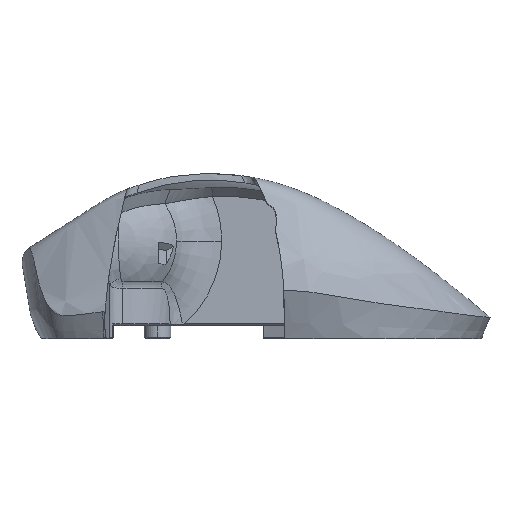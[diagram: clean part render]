
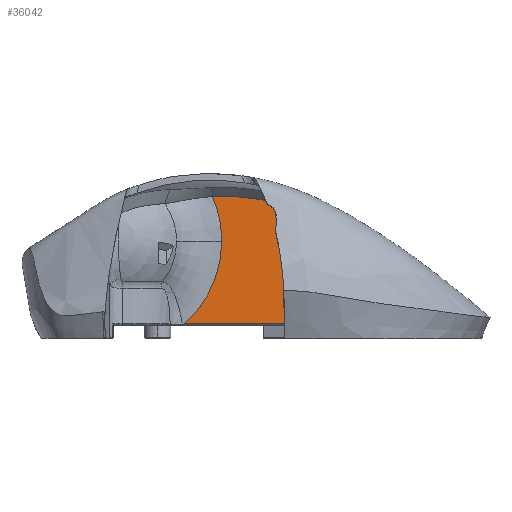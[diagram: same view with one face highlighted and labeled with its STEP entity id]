
A CAD part, left-side view. The second image highlights one B-rep face of the part: STEP entity #36042.
In plain terms, the highlighted planar face has unit normal (-1, 0, 0).
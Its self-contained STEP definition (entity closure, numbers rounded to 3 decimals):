
#96 = LINE ( 'NONE', #65262, #21574 ) ;
#447 = DIRECTION ( 'NONE',  ( 0., 0., -1. ) ) ;
#1425 = B_SPLINE_CURVE_WITH_KNOTS ( 'NONE', 3,
 ( #9088, #13387, #30816, #62848, #57522, #62501, #30118, #52190, #14786, #14091, #68893, #30471, #51838, #8381, #25125, #46822, #3036, #9439, #52887, #3734, #8034, #40798, #2682, #25827, #35114, #25476, #47178, #20115, #67840, #41848, #46477, #63549, #14440, #47528, #57171, #56820, #24772 ),
 .UNSPECIFIED., .F., .F.,
 ( 4, 1, 1, 1, 2, 2, 1, 1, 2, 2, 1, 1, 1, 2, 2, 1, 1, 2, 2, 1, 2, 2, 2, 4 ),
 ( 0., 0.062, 0.094, 0.109, 0.117, 0.125, 0.187, 0.219, 0.234, 0.25, 0.375, 0.437, 0.469, 0.484, 0.5, 0.562, 0.594, 0.609, 0.625, 0.687, 0.719, 0.75, 0.875, 1. ),
 .UNSPECIFIED. ) ;
#2372 = AXIS2_PLACEMENT_3D ( 'NONE', #30896, #70010, #4159 ) ;
#2682 = CARTESIAN_POINT ( 'NONE',  ( -28.65, 3.663, 66.598 ) ) ;
#2839 = EDGE_LOOP ( 'NONE', ( #63716, #36247, #48487, #38109, #26214 ) ) ;
#2983 = EDGE_CURVE ( 'NONE', #57421, #12417, #70364, .T. ) ;
#3036 = CARTESIAN_POINT ( 'NONE',  ( -28.65, 0.933, 66.259 ) ) ;
#3734 = CARTESIAN_POINT ( 'NONE',  ( -28.65, 2.302, 66.44 ) ) ;
#4159 = DIRECTION ( 'NONE',  ( 0., -1., 0. ) ) ;
#7551 = AXIS2_PLACEMENT_3D ( 'NONE', #26763, #47433, #63454 ) ;
#8034 = CARTESIAN_POINT ( 'NONE',  ( -28.65, 2.418, 66.454 ) ) ;
#8381 = CARTESIAN_POINT ( 'NONE',  ( -28.65, -2.993, 65.57 ) ) ;
#9088 = CARTESIAN_POINT ( 'NONE',  ( -28.65, -8.217, 64.258 ) ) ;
#9439 = CARTESIAN_POINT ( 'NONE',  ( -28.65, 1.73, 66.368 ) ) ;
#9505 = EDGE_CURVE ( 'NONE', #24507, #23869, #96, .T. ) ;
#10078 = CARTESIAN_POINT ( 'NONE',  ( -28.65, -8.217, 28.594 ) ) ;
#10896 = CARTESIAN_POINT ( 'NONE',  ( -28.65, -8.217, 64.258 ) ) ;
#12417 = VERTEX_POINT ( 'NONE', #42344 ) ;
#13387 = CARTESIAN_POINT ( 'NONE',  ( -28.65, -7.783, 64.388 ) ) ;
#14091 = CARTESIAN_POINT ( 'NONE',  ( -28.65, -4.451, 65.254 ) ) ;
#14335 = DIRECTION ( 'NONE',  ( 1., 0., 0. ) ) ;
#14440 = CARTESIAN_POINT ( 'NONE',  ( -28.65, 8.924, 66.945 ) ) ;
#14786 = CARTESIAN_POINT ( 'NONE',  ( -28.65, -5.117, 65.096 ) ) ;
#17494 = EDGE_CURVE ( 'NONE', #12417, #37414, #21672, .T. ) ;
#20115 = CARTESIAN_POINT ( 'NONE',  ( -28.65, 5.73, 66.781 ) ) ;
#21574 = VECTOR ( 'NONE', #447, 1000. ) ;
#21672 = CIRCLE ( 'NONE', #2372, 33.075 ) ;
#23869 = VERTEX_POINT ( 'NONE', #42350 ) ;
#24507 = VERTEX_POINT ( 'NONE', #10896 ) ;
#24772 = CARTESIAN_POINT ( 'NONE',  ( -28.65, 13.531, 66.898 ) ) ;
#25125 = CARTESIAN_POINT ( 'NONE',  ( -28.65, -1.994, 65.774 ) ) ;
#25476 = CARTESIAN_POINT ( 'NONE',  ( -28.65, 5.035, 66.724 ) ) ;
#25827 = CARTESIAN_POINT ( 'NONE',  ( -28.65, 4.462, 66.674 ) ) ;
#25940 = CARTESIAN_POINT ( 'NONE',  ( -28.65, 13.531, 66.898 ) ) ;
#26214 = ORIENTED_EDGE ( 'NONE', *, *, #46084, .T. ) ;
#26763 = CARTESIAN_POINT ( 'NONE',  ( -28.65, -8.217, 74.638 ) ) ;
#28231 = EDGE_CURVE ( 'NONE', #37414, #23869, #31814, .T. ) ;
#30118 = CARTESIAN_POINT ( 'NONE',  ( -28.65, -5.672, 64.957 ) ) ;
#30471 = CARTESIAN_POINT ( 'NONE',  ( -28.65, -3.331, 65.499 ) ) ;
#30816 = CARTESIAN_POINT ( 'NONE',  ( -28.65, -7.125, 64.576 ) ) ;
#30896 = CARTESIAN_POINT ( 'NONE',  ( -28.65, 43.753, 53.461 ) ) ;
#31408 = DIRECTION ( 'NONE',  ( 0., -1., 0. ) ) ;
#31728 = AXIS2_PLACEMENT_3D ( 'NONE', #47420, #14335, #31408 ) ;
#31814 = LINE ( 'NONE', #10078, #67742 ) ;
#35114 = CARTESIAN_POINT ( 'NONE',  ( -28.65, 4.806, 66.704 ) ) ;
#36042 = ADVANCED_FACE ( 'NONE', ( #64151 ), #37797, .T. ) ;
#36247 = ORIENTED_EDGE ( 'NONE', *, *, #17494, .T. ) ;
#37414 = VERTEX_POINT ( 'NONE', #69063 ) ;
#37797 = PLANE ( 'NONE',  #7551 ) ;
#38109 = ORIENTED_EDGE ( 'NONE', *, *, #9505, .F. ) ;
#40798 = CARTESIAN_POINT ( 'NONE',  ( -28.65, 2.983, 66.522 ) ) ;
#41848 = CARTESIAN_POINT ( 'NONE',  ( -28.65, 7.108, 66.868 ) ) ;
#42344 = CARTESIAN_POINT ( 'NONE',  ( -28.65, 10.678, 53.461 ) ) ;
#42350 = CARTESIAN_POINT ( 'NONE',  ( -28.65, -8.217, 28.594 ) ) ;
#46084 = EDGE_CURVE ( 'NONE', #24507, #57421, #1425, .T. ) ;
#46477 = CARTESIAN_POINT ( 'NONE',  ( -28.65, 7.563, 66.891 ) ) ;
#46822 = CARTESIAN_POINT ( 'NONE',  ( -28.65, -0.652, 66.02 ) ) ;
#47178 = CARTESIAN_POINT ( 'NONE',  ( -28.65, 5.148, 66.734 ) ) ;
#47420 = CARTESIAN_POINT ( 'NONE',  ( -28.65, 43.753, 53.461 ) ) ;
#47433 = DIRECTION ( 'NONE',  ( -1., 0., 0. ) ) ;
#47528 = CARTESIAN_POINT ( 'NONE',  ( -28.65, 9.842, 66.962 ) ) ;
#48487 = ORIENTED_EDGE ( 'NONE', *, *, #28231, .T. ) ;
#51838 = CARTESIAN_POINT ( 'NONE',  ( -28.65, -3.107, 65.546 ) ) ;
#52190 = CARTESIAN_POINT ( 'NONE',  ( -28.65, -5.615, 64.972 ) ) ;
#52887 = CARTESIAN_POINT ( 'NONE',  ( -28.65, 2.073, 66.412 ) ) ;
#56820 = CARTESIAN_POINT ( 'NONE',  ( -28.65, 12.623, 66.939 ) ) ;
#57171 = CARTESIAN_POINT ( 'NONE',  ( -28.65, 11.704, 66.96 ) ) ;
#57200 = DIRECTION ( 'NONE',  ( 0., -1., 0. ) ) ;
#57421 = VERTEX_POINT ( 'NONE', #25940 ) ;
#57522 = CARTESIAN_POINT ( 'NONE',  ( -28.65, -5.954, 64.886 ) ) ;
#62501 = CARTESIAN_POINT ( 'NONE',  ( -28.65, -5.785, 64.929 ) ) ;
#62848 = CARTESIAN_POINT ( 'NONE',  ( -28.65, -6.346, 64.784 ) ) ;
#63454 = DIRECTION ( 'NONE',  ( 0., -1., 0. ) ) ;
#63549 = CARTESIAN_POINT ( 'NONE',  ( -28.65, 7.788, 66.901 ) ) ;
#63716 = ORIENTED_EDGE ( 'NONE', *, *, #2983, .T. ) ;
#64151 = FACE_OUTER_BOUND ( 'NONE', #2839, .T. ) ;
#65262 = CARTESIAN_POINT ( 'NONE',  ( -28.65, -8.217, 74.638 ) ) ;
#67742 = VECTOR ( 'NONE', #57200, 1000. ) ;
#67840 = CARTESIAN_POINT ( 'NONE',  ( -28.65, 6.423, 66.83 ) ) ;
#68893 = CARTESIAN_POINT ( 'NONE',  ( -28.65, -3.668, 65.427 ) ) ;
#69063 = CARTESIAN_POINT ( 'NONE',  ( -28.65, 21.946, 28.594 ) ) ;
#70010 = DIRECTION ( 'NONE',  ( 1., 0., 0. ) ) ;
#70364 = CIRCLE ( 'NONE', #31728, 33.075 ) ;
